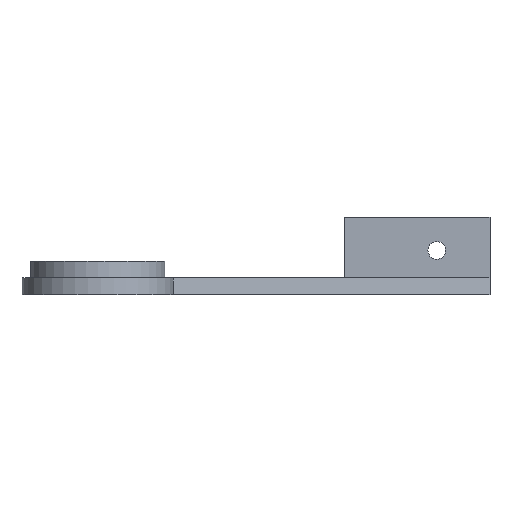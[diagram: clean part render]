
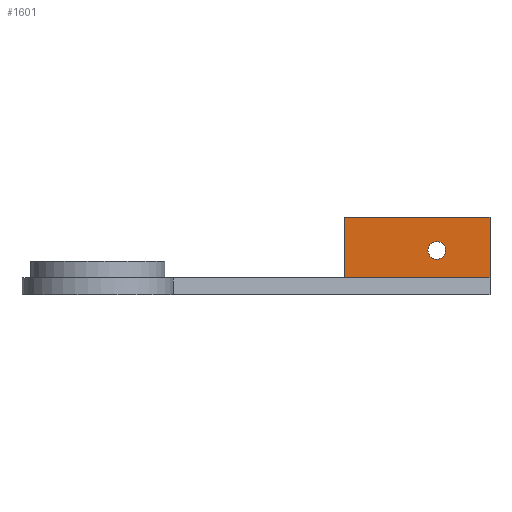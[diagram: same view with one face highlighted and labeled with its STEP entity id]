
A CAD part, left-side view. The second image highlights one B-rep face of the part: STEP entity #1601.
In plain terms, the highlighted planar face has unit normal (-1, 0, 0).
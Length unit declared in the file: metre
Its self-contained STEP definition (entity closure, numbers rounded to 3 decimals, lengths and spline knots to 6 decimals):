
#70=LINE('',#2325,#235);
#74=LINE('',#2333,#239);
#96=LINE('',#2412,#261);
#117=LINE('',#2475,#282);
#135=LINE('',#2515,#300);
#136=LINE('',#2517,#301);
#140=LINE('',#2525,#305);
#141=LINE('',#2529,#306);
#142=LINE('',#2530,#307);
#143=LINE('',#2531,#308);
#235=VECTOR('',#1862,1.);
#239=VECTOR('',#1866,1.);
#261=VECTOR('',#1918,1.);
#282=VECTOR('',#1987,1.);
#300=VECTOR('',#2021,1.);
#301=VECTOR('',#2024,1.);
#305=VECTOR('',#2030,1.);
#306=VECTOR('',#2035,1.);
#307=VECTOR('',#2036,1.);
#308=VECTOR('',#2037,1.);
#556=ORIENTED_EDGE('',*,*,#955,.F.);
#557=ORIENTED_EDGE('',*,*,#859,.F.);
#558=ORIENTED_EDGE('',*,*,#954,.F.);
#559=ORIENTED_EDGE('',*,*,#956,.F.);
#560=ORIENTED_EDGE('',*,*,#900,.F.);
#561=ORIENTED_EDGE('',*,*,#957,.T.);
#562=ORIENTED_EDGE('',*,*,#928,.T.);
#563=ORIENTED_EDGE('',*,*,#863,.F.);
#564=ORIENTED_EDGE('',*,*,#949,.F.);
#565=ORIENTED_EDGE('',*,*,#958,.F.);
#566=ORIENTED_EDGE('',*,*,#950,.T.);
#859=EDGE_CURVE('',#1079,#1081,#70,.T.);
#863=EDGE_CURVE('',#1084,#1085,#74,.T.);
#900=EDGE_CURVE('',#1120,#1121,#96,.T.);
#928=EDGE_CURVE('',#1139,#1085,#117,.T.);
#949=EDGE_CURVE('',#1152,#1084,#135,.T.);
#950=EDGE_CURVE('',#1153,#1081,#136,.T.);
#954=EDGE_CURVE('',#1155,#1079,#140,.T.);
#955=EDGE_CURVE('',#1156,#1156,#1231,.T.);
#956=EDGE_CURVE('',#1121,#1155,#141,.T.);
#957=EDGE_CURVE('',#1120,#1139,#142,.T.);
#958=EDGE_CURVE('',#1153,#1152,#143,.T.);
#1079=VERTEX_POINT('',#2323);
#1081=VERTEX_POINT('',#2326);
#1084=VERTEX_POINT('',#2332);
#1085=VERTEX_POINT('',#2334);
#1120=VERTEX_POINT('',#2411);
#1121=VERTEX_POINT('',#2413);
#1139=VERTEX_POINT('',#2476);
#1152=VERTEX_POINT('',#2514);
#1153=VERTEX_POINT('',#2518);
#1155=VERTEX_POINT('',#2524);
#1156=VERTEX_POINT('',#2528);
#1231=CIRCLE('',#1735,0.002);
#1305=EDGE_LOOP('',(#556));
#1306=EDGE_LOOP('',(#557,#558,#559,#560,#561,#562,#563,#564,#565,#566));
#1442=FACE_BOUND('',#1305,.T.);
#1443=FACE_BOUND('',#1306,.T.);
#1541=PLANE('',#1734);
#1601=ADVANCED_FACE('',(#1442,#1443),#1541,.T.);
#1734=AXIS2_PLACEMENT_3D('',#2526,#2031,#2032);
#1735=AXIS2_PLACEMENT_3D('',#2527,#2033,#2034);
#1862=DIRECTION('',(0.,1.,0.));
#1866=DIRECTION('',(0.,1.,0.));
#1918=DIRECTION('',(0.,0.,-1.));
#1987=DIRECTION('',(0.,0.,-1.));
#2021=DIRECTION('',(0.,0.,-1.));
#2024=DIRECTION('',(0.,0.,-1.));
#2030=DIRECTION('',(0.,0.,-1.));
#2031=DIRECTION('',(-1.,0.,0.));
#2032=DIRECTION('',(0.,0.,1.));
#2033=DIRECTION('',(-1.,0.,0.));
#2034=DIRECTION('',(0.,0.,1.));
#2035=DIRECTION('',(0.,1.,0.));
#2036=DIRECTION('',(0.,1.,0.));
#2037=DIRECTION('',(0.,1.,0.));
#2323=CARTESIAN_POINT('',(-0.02667,-0.08255,0.));
#2325=CARTESIAN_POINT('',(-0.02667,-0.076448,0.));
#2326=CARTESIAN_POINT('',(-0.02667,-0.070347,0.));
#2332=CARTESIAN_POINT('',(-0.02667,-0.063881,0.));
#2333=CARTESIAN_POINT('',(-0.02667,-0.059881,0.));
#2334=CARTESIAN_POINT('',(-0.02667,-0.05588,0.));
#2411=CARTESIAN_POINT('',(-0.02667,-0.0889,0.017526));
#2412=CARTESIAN_POINT('',(-0.02667,-0.0889,0.017526));
#2413=CARTESIAN_POINT('',(-0.02667,-0.0889,0.00381));
#2475=CARTESIAN_POINT('',(-0.02667,-0.05588,0.00381));
#2476=CARTESIAN_POINT('',(-0.02667,-0.05588,0.017526));
#2514=CARTESIAN_POINT('',(-0.02667,-0.063881,0.00381));
#2515=CARTESIAN_POINT('',(-0.02667,-0.063881,0.00381));
#2517=CARTESIAN_POINT('',(-0.02667,-0.070347,0.00381));
#2518=CARTESIAN_POINT('',(-0.02667,-0.070347,0.00381));
#2524=CARTESIAN_POINT('',(-0.02667,-0.08255,0.00381));
#2525=CARTESIAN_POINT('',(-0.02667,-0.08255,0.00381));
#2526=CARTESIAN_POINT('',(-0.02667,-0.076448,0.00381));
#2527=CARTESIAN_POINT('',(-0.02667,-0.076835,0.010033));
#2528=CARTESIAN_POINT('',(-0.02667,-0.076835,0.012033));
#2529=CARTESIAN_POINT('',(-0.02667,-0.059881,0.00381));
#2530=CARTESIAN_POINT('',(-0.02667,-0.059881,0.017526));
#2531=CARTESIAN_POINT('',(-0.02667,-0.059881,0.00381));
